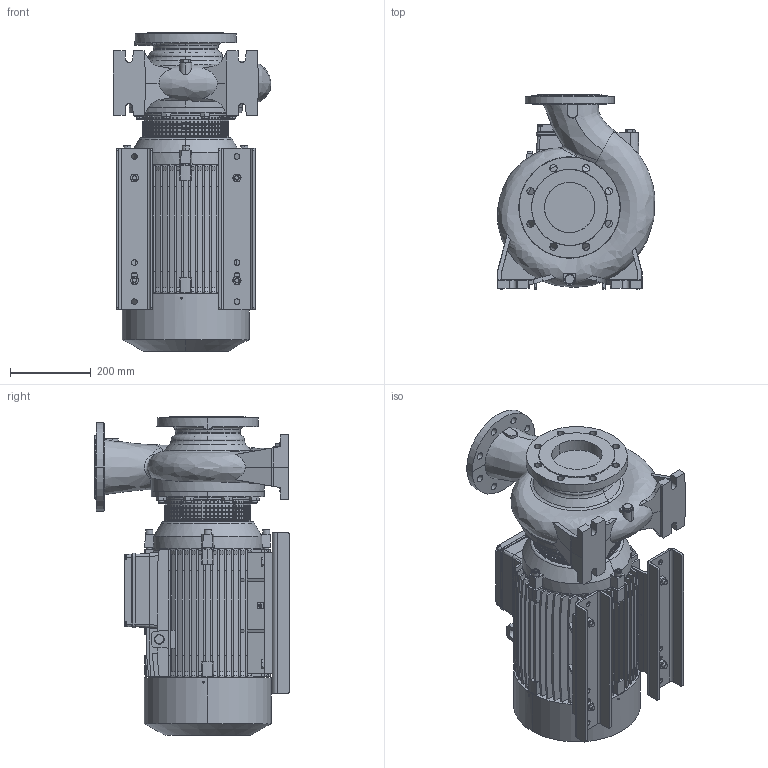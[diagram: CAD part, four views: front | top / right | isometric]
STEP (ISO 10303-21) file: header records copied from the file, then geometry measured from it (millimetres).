
FILE_DESCRIPTION (( 'STEP AP214' ), '1' );
FILE_NAME ('4.93.492.63swp01.step', '2022-05-06T07:42:06', ( '' ), ( '' ), 'SwSTEP 2.0', 'SolidWorks 2020', '' );
FILE_SCHEMA (( 'AUTOMOTIVE_DESIGN' ));
Length unit declared in the file: millimetre
Products named in the file (1): 4.93.492.63swp01
Bounding box: 391.43 x 482 x 790 mm (x, y, z)
Volume: 56759048.3 mm3; surface area: 3045552.1 mm2
Topology: 39 solids, 39 shells, 4848 faces, 13610 edges, 8971 vertices
Faces by surface type: plane 2731, bspline 1138, cylinder 548, cone 402, torus 21, sphere 8
Entity records: 216528 total; most frequent: CARTESIAN_POINT 95429, ORIENTED_EDGE 27218, DIRECTION 21286, EDGE_CURVE 13609, VERTEX_POINT 8971, VECTOR 8348, LINE 8348, AXIS2_PLACEMENT_3D 6469
